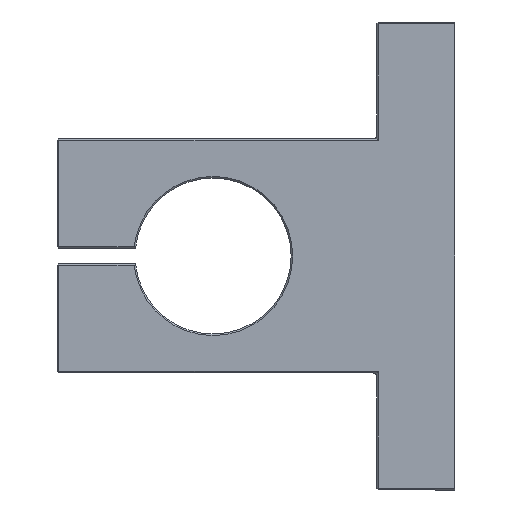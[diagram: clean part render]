
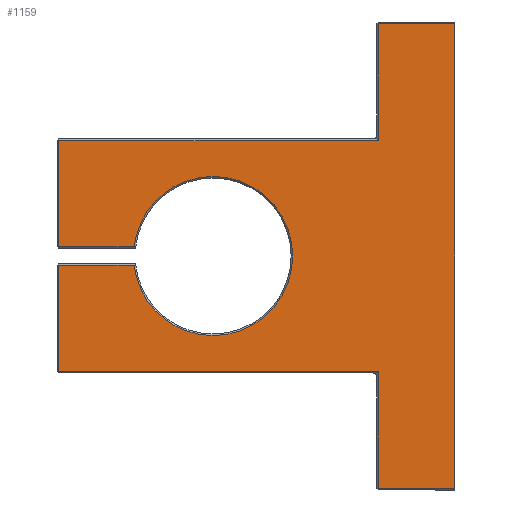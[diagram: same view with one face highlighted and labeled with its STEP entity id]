
A CAD part, left-side view. The second image highlights one B-rep face of the part: STEP entity #1159.
In plain terms, the highlighted planar face has unit normal (-1, 0, 0).
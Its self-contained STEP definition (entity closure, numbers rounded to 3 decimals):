
#12 = EDGE_LOOP ( 'NONE', ( #31, #36, #35, #54, #53, #52, #39, #38, #37, #51, #50, #49, #18, #19 ) ) ;
#18 = ORIENTED_EDGE ( 'NONE', *, *, #750, .T. ) ;
#19 = ORIENTED_EDGE ( 'NONE', *, *, #752, .T. ) ;
#31 = ORIENTED_EDGE ( 'NONE', *, *, #747, .T. ) ;
#35 = ORIENTED_EDGE ( 'NONE', *, *, #737, .F. ) ;
#36 = ORIENTED_EDGE ( 'NONE', *, *, #746, .T. ) ;
#37 = ORIENTED_EDGE ( 'NONE', *, *, #825, .T. ) ;
#38 = ORIENTED_EDGE ( 'NONE', *, *, #749, .T. ) ;
#39 = ORIENTED_EDGE ( 'NONE', *, *, #741, .T. ) ;
#49 = ORIENTED_EDGE ( 'NONE', *, *, #753, .T. ) ;
#50 = ORIENTED_EDGE ( 'NONE', *, *, #751, .T. ) ;
#51 = ORIENTED_EDGE ( 'NONE', *, *, #820, .T. ) ;
#52 = ORIENTED_EDGE ( 'NONE', *, *, #745, .T. ) ;
#53 = ORIENTED_EDGE ( 'NONE', *, *, #744, .T. ) ;
#54 = ORIENTED_EDGE ( 'NONE', *, *, #748, .T. ) ;
#550 = AXIS2_PLACEMENT_3D ( 'NONE', #1473, #1491, #1492 ) ;
#555 = AXIS2_PLACEMENT_3D ( 'NONE', #1661, #1670, #1671 ) ;
#558 = AXIS2_PLACEMENT_3D ( 'NONE', #1655, #1657, #1658 ) ;
#572 = AXIS2_PLACEMENT_3D ( 'NONE', #1718, #1724, #1725 ) ;
#737 = EDGE_CURVE ( 'NONE', #1229, #1230, #905, .T. ) ;
#741 = EDGE_CURVE ( 'NONE', #1236, #1235, #912, .T. ) ;
#744 = EDGE_CURVE ( 'NONE', #1237, #1238, #918, .T. ) ;
#745 = EDGE_CURVE ( 'NONE', #1238, #1236, #920, .T. ) ;
#746 = EDGE_CURVE ( 'NONE', #1234, #1230, #922, .T. ) ;
#747 = EDGE_CURVE ( 'NONE', #1233, #1234, #924, .T. ) ;
#748 = EDGE_CURVE ( 'NONE', #1229, #1237, #926, .T. ) ;
#749 = EDGE_CURVE ( 'NONE', #1235, #1274, #928, .T. ) ;
#750 = EDGE_CURVE ( 'NONE', #1243, #1239, #930, .T. ) ;
#751 = EDGE_CURVE ( 'NONE', #1265, #1242, #933, .T. ) ;
#752 = EDGE_CURVE ( 'NONE', #1239, #1233, #907, .T. ) ;
#753 = EDGE_CURVE ( 'NONE', #1242, #1243, #934, .T. ) ;
#820 = EDGE_CURVE ( 'NONE', #1258, #1265, #1044, .T. ) ;
#825 = EDGE_CURVE ( 'NONE', #1274, #1258, #1053, .T. ) ;
#897 = VECTOR ( 'NONE', #1494, 1000. ) ;
#905 = LINE ( 'NONE', #1462, #906 ) ;
#906 = VECTOR ( 'NONE', #1463, 1000. ) ;
#907 = LINE ( 'NONE', #1493, #897 ) ;
#912 = LINE ( 'NONE', #1471, #913 ) ;
#913 = VECTOR ( 'NONE', #1472, 1000. ) ;
#918 = LINE ( 'NONE', #1477, #919 ) ;
#919 = VECTOR ( 'NONE', #1478, 1000. ) ;
#920 = LINE ( 'NONE', #1479, #921 ) ;
#921 = VECTOR ( 'NONE', #1480, 1000. ) ;
#922 = LINE ( 'NONE', #1481, #923 ) ;
#923 = VECTOR ( 'NONE', #1482, 1000. ) ;
#924 = LINE ( 'NONE', #1483, #925 ) ;
#925 = VECTOR ( 'NONE', #1484, 1000. ) ;
#926 = LINE ( 'NONE', #1485, #927 ) ;
#927 = VECTOR ( 'NONE', #1486, 1000. ) ;
#928 = LINE ( 'NONE', #1487, #929 ) ;
#929 = VECTOR ( 'NONE', #1488, 1000. ) ;
#930 = LINE ( 'NONE', #1489, #931 ) ;
#931 = VECTOR ( 'NONE', #1490, 1000. ) ;
#933 = CIRCLE ( 'NONE', #550, 10.2 ) ;
#934 = LINE ( 'NONE', #1495, #935 ) ;
#935 = VECTOR ( 'NONE', #1496, 1000. ) ;
#1044 = CIRCLE ( 'NONE', #558, 10.2 ) ;
#1053 = CIRCLE ( 'NONE', #555, 10.2 ) ;
#1077 = FACE_OUTER_BOUND ( 'NONE', #12, .T. ) ;
#1159 = ADVANCED_FACE ( 'NONE', ( #1077 ), #1707, .F. ) ;
#1229 = VERTEX_POINT ( 'NONE', #1927 ) ;
#1230 = VERTEX_POINT ( 'NONE', #1928 ) ;
#1233 = VERTEX_POINT ( 'NONE', #1931 ) ;
#1234 = VERTEX_POINT ( 'NONE', #1932 ) ;
#1235 = VERTEX_POINT ( 'NONE', #1933 ) ;
#1236 = VERTEX_POINT ( 'NONE', #1934 ) ;
#1237 = VERTEX_POINT ( 'NONE', #1935 ) ;
#1238 = VERTEX_POINT ( 'NONE', #1936 ) ;
#1239 = VERTEX_POINT ( 'NONE', #1937 ) ;
#1242 = VERTEX_POINT ( 'NONE', #1940 ) ;
#1243 = VERTEX_POINT ( 'NONE', #1941 ) ;
#1258 = VERTEX_POINT ( 'NONE', #1956 ) ;
#1265 = VERTEX_POINT ( 'NONE', #1963 ) ;
#1274 = VERTEX_POINT ( 'NONE', #1972 ) ;
#1462 = CARTESIAN_POINT ( 'NONE',  ( -10., 0., 30. ) ) ;
#1463 = DIRECTION ( 'NONE',  ( 0., 0., -1. ) ) ;
#1471 = CARTESIAN_POINT ( 'NONE',  ( -10., 50.8, 1. ) ) ;
#1472 = DIRECTION ( 'NONE',  ( 0., 0., -1. ) ) ;
#1473 = CARTESIAN_POINT ( 'NONE',  ( -10., 31., 0. ) ) ;
#1477 = CARTESIAN_POINT ( 'NONE',  ( -10., 9.8, 15. ) ) ;
#1478 = DIRECTION ( 'NONE',  ( 0., 0., -1. ) ) ;
#1479 = CARTESIAN_POINT ( 'NONE',  ( -10., 51., 14.8 ) ) ;
#1480 = DIRECTION ( 'NONE',  ( 0., 1., 0. ) ) ;
#1481 = CARTESIAN_POINT ( 'NONE',  ( -10., 0., -29.8 ) ) ;
#1482 = DIRECTION ( 'NONE',  ( 0., -1., 0. ) ) ;
#1483 = CARTESIAN_POINT ( 'NONE',  ( -10., 9.8, -30. ) ) ;
#1484 = DIRECTION ( 'NONE',  ( 0., 0., -1. ) ) ;
#1485 = CARTESIAN_POINT ( 'NONE',  ( -10., 10., 29.8 ) ) ;
#1486 = DIRECTION ( 'NONE',  ( 0., 1., 0. ) ) ;
#1487 = CARTESIAN_POINT ( 'NONE',  ( -10., 40.95, 1.2 ) ) ;
#1488 = DIRECTION ( 'NONE',  ( 0., -1., 0. ) ) ;
#1489 = CARTESIAN_POINT ( 'NONE',  ( -10., 50.8, -15. ) ) ;
#1490 = DIRECTION ( 'NONE',  ( 0., 0., -1. ) ) ;
#1491 = DIRECTION ( 'NONE',  ( 1., 0., 0. ) ) ;
#1492 = DIRECTION ( 'NONE',  ( 0., 0., -1. ) ) ;
#1493 = CARTESIAN_POINT ( 'NONE',  ( -10., 10., -14.8 ) ) ;
#1494 = DIRECTION ( 'NONE',  ( 0., -1., 0. ) ) ;
#1495 = CARTESIAN_POINT ( 'NONE',  ( -10., 51., -1.2 ) ) ;
#1496 = DIRECTION ( 'NONE',  ( 0., 1., 0. ) ) ;
#1655 = CARTESIAN_POINT ( 'NONE',  ( -10., 31., 0. ) ) ;
#1657 = DIRECTION ( 'NONE',  ( 1., 0., 0. ) ) ;
#1658 = DIRECTION ( 'NONE',  ( 0., 0., -1. ) ) ;
#1661 = CARTESIAN_POINT ( 'NONE',  ( -10., 31., 0. ) ) ;
#1670 = DIRECTION ( 'NONE',  ( 1., 0., 0. ) ) ;
#1671 = DIRECTION ( 'NONE',  ( 0., 0., -1. ) ) ;
#1707 = PLANE ( 'NONE',  #572 ) ;
#1718 = CARTESIAN_POINT ( 'NONE',  ( -10., 31., 0. ) ) ;
#1724 = DIRECTION ( 'NONE',  ( 1., 0., 0. ) ) ;
#1725 = DIRECTION ( 'NONE',  ( 0., 0., -1. ) ) ;
#1927 = CARTESIAN_POINT ( 'NONE',  ( -10., 0., 29.8 ) ) ;
#1928 = CARTESIAN_POINT ( 'NONE',  ( -10., 0., -29.8 ) ) ;
#1931 = CARTESIAN_POINT ( 'NONE',  ( -10., 9.8, -14.8 ) ) ;
#1932 = CARTESIAN_POINT ( 'NONE',  ( -10., 9.8, -29.8 ) ) ;
#1933 = CARTESIAN_POINT ( 'NONE',  ( -10., 50.8, 1.2 ) ) ;
#1934 = CARTESIAN_POINT ( 'NONE',  ( -10., 50.8, 14.8 ) ) ;
#1935 = CARTESIAN_POINT ( 'NONE',  ( -10., 9.8, 29.8 ) ) ;
#1936 = CARTESIAN_POINT ( 'NONE',  ( -10., 9.8, 14.8 ) ) ;
#1937 = CARTESIAN_POINT ( 'NONE',  ( -10., 50.8, -14.8 ) ) ;
#1940 = CARTESIAN_POINT ( 'NONE',  ( -10., 41.129, -1.2 ) ) ;
#1941 = CARTESIAN_POINT ( 'NONE',  ( -10., 50.8, -1.2 ) ) ;
#1956 = CARTESIAN_POINT ( 'NONE',  ( -10., 31., 10.2 ) ) ;
#1963 = CARTESIAN_POINT ( 'NONE',  ( -10., 31., -10.2 ) ) ;
#1972 = CARTESIAN_POINT ( 'NONE',  ( -10., 41.129, 1.2 ) ) ;
